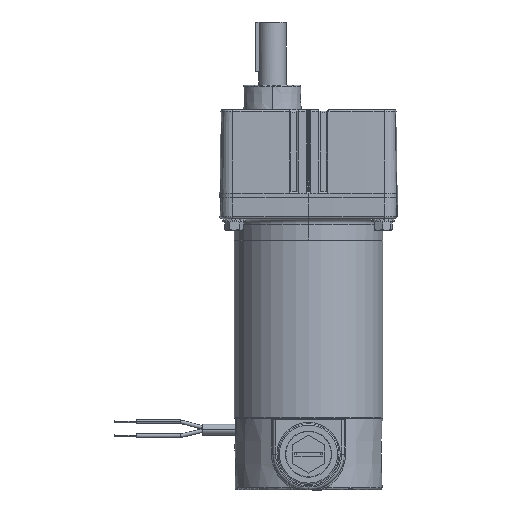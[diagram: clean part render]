
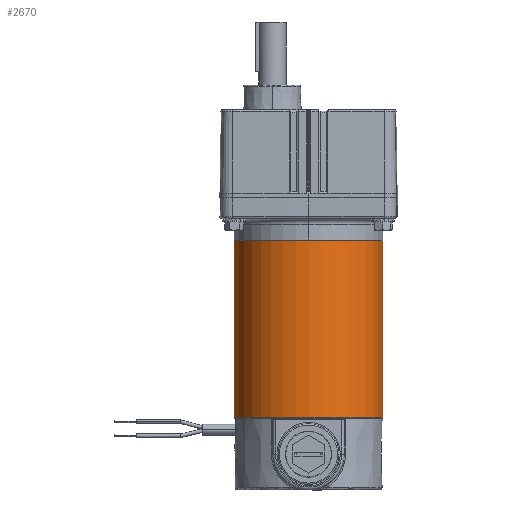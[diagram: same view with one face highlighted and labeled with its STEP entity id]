
A CAD part, left-side view. The second image highlights one B-rep face of the part: STEP entity #2670.
In plain terms, the highlighted cylindrical face has radius 42.926 mm (diameter 85.852 mm), a partial arc.
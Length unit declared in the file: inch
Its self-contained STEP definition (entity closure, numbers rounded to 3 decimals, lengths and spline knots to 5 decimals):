
#986 = DIRECTION ( 'NONE',  ( 0., 0., -1. ) ) ;
#1583 = LINE ( 'NONE', #45834, #11507 ) ;
#2670 = ADVANCED_FACE ( 'NONE', ( #37854 ), #46620, .T. ) ;
#5263 = EDGE_LOOP ( 'NONE', ( #45843, #37406, #35305, #18110 ) ) ;
#8634 = DIRECTION ( 'NONE',  ( 0., 0., -1. ) ) ;
#10794 = CARTESIAN_POINT ( 'NONE',  ( 0., -1.69, 4.045 ) ) ;
#11507 = VECTOR ( 'NONE', #8634, 39.37008 ) ;
#11907 = DIRECTION ( 'NONE',  ( 0., 0., -1. ) ) ;
#12606 = CARTESIAN_POINT ( 'NONE',  ( 0., 0., 0. ) ) ;
#15141 = EDGE_CURVE ( 'NONE', #21725, #46242, #32424, .T. ) ;
#15464 = CARTESIAN_POINT ( 'NONE',  ( 0., 1.69, 0. ) ) ;
#16162 = DIRECTION ( 'NONE',  ( 0., 1., 0. ) ) ;
#16668 = DIRECTION ( 'NONE',  ( 0., 0., -1. ) ) ;
#18110 = ORIENTED_EDGE ( 'NONE', *, *, #46396, .F. ) ;
#21725 = VERTEX_POINT ( 'NONE', #10794 ) ;
#23353 = CARTESIAN_POINT ( 'NONE',  ( 0., 0., 0.015 ) ) ;
#23390 = CIRCLE ( 'NONE', #23796, 1.69 ) ;
#23724 = LINE ( 'NONE', #15464, #33612 ) ;
#23796 = AXIS2_PLACEMENT_3D ( 'NONE', #23353, #986, #27105 ) ;
#24663 = VERTEX_POINT ( 'NONE', #33111 ) ;
#25013 = EDGE_CURVE ( 'NONE', #21725, #48021, #1583, .T. ) ;
#27105 = DIRECTION ( 'NONE',  ( 0., 1., 0. ) ) ;
#27419 = DIRECTION ( 'NONE',  ( 0., 0., -1. ) ) ;
#29198 = CARTESIAN_POINT ( 'NONE',  ( 0., 1.69, 4.045 ) ) ;
#29389 = CARTESIAN_POINT ( 'NONE',  ( 0., -1.69, 0.015 ) ) ;
#32424 = CIRCLE ( 'NONE', #45134, 1.69 ) ;
#33111 = CARTESIAN_POINT ( 'NONE',  ( 0., 1.69, 0.015 ) ) ;
#33612 = VECTOR ( 'NONE', #11907, 39.37008 ) ;
#35305 = ORIENTED_EDGE ( 'NONE', *, *, #40457, .T. ) ;
#37406 = ORIENTED_EDGE ( 'NONE', *, *, #15141, .T. ) ;
#37854 = FACE_OUTER_BOUND ( 'NONE', #5263, .T. ) ;
#38564 = AXIS2_PLACEMENT_3D ( 'NONE', #12606, #27419, #16162 ) ;
#39012 = CARTESIAN_POINT ( 'NONE',  ( 0., 0., 4.045 ) ) ;
#40457 = EDGE_CURVE ( 'NONE', #46242, #24663, #23724, .T. ) ;
#42779 = DIRECTION ( 'NONE',  ( 0., 1., 0. ) ) ;
#45134 = AXIS2_PLACEMENT_3D ( 'NONE', #39012, #16668, #42779 ) ;
#45834 = CARTESIAN_POINT ( 'NONE',  ( 0., -1.69, 0. ) ) ;
#45843 = ORIENTED_EDGE ( 'NONE', *, *, #25013, .F. ) ;
#46242 = VERTEX_POINT ( 'NONE', #29198 ) ;
#46396 = EDGE_CURVE ( 'NONE', #48021, #24663, #23390, .T. ) ;
#46620 = CYLINDRICAL_SURFACE ( 'NONE', #38564, 1.69 ) ;
#48021 = VERTEX_POINT ( 'NONE', #29389 ) ;
